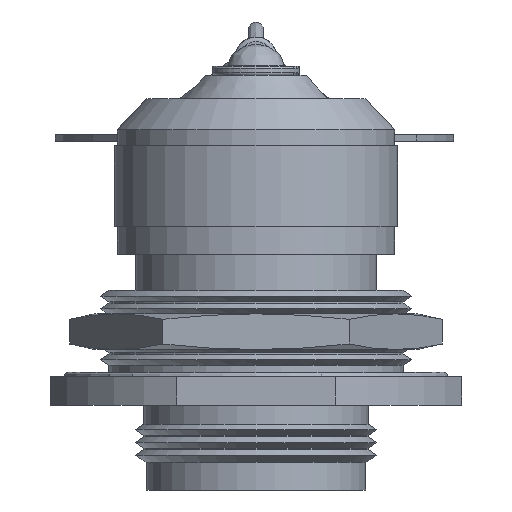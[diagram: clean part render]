
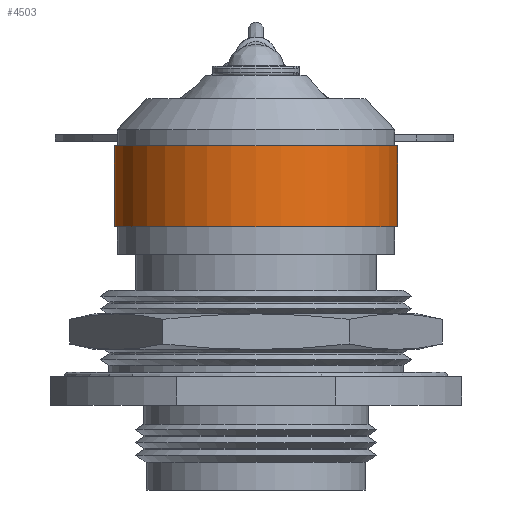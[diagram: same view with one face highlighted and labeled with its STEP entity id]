
A CAD part, front view. The second image highlights one B-rep face of the part: STEP entity #4503.
In plain terms, the highlighted cylindrical face has radius 15.875 mm (diameter 31.75 mm), a full revolution.
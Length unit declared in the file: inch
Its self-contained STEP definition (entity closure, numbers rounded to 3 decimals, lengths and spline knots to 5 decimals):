
#3 = DIRECTION ( 'NONE',  ( 0., 0., 1. ) ) ;
#858 = AXIS2_PLACEMENT_3D ( 'NONE', #4216, #3164, #3 ) ;
#985 = EDGE_CURVE ( 'NONE', #7661, #7661, #5197, .T. ) ;
#1750 = CARTESIAN_POINT ( 'NONE',  ( 0., 0.47805, 0.625 ) ) ;
#1978 = ORIENTED_EDGE ( 'NONE', *, *, #985, .F. ) ;
#2818 = CARTESIAN_POINT ( 'NONE',  ( 0., 0.12205, 0.625 ) ) ;
#3164 = DIRECTION ( 'NONE',  ( 0., 1., 0. ) ) ;
#3409 = AXIS2_PLACEMENT_3D ( 'NONE', #4183, #11196, #5193 ) ;
#3654 = FACE_OUTER_BOUND ( 'NONE', #9562, .T. ) ;
#4183 = CARTESIAN_POINT ( 'NONE',  ( 0., 0.12205, 0. ) ) ;
#4216 = CARTESIAN_POINT ( 'NONE',  ( 0., 0.789, 0. ) ) ;
#4251 = EDGE_CURVE ( 'NONE', #6722, #6722, #4580, .T. ) ;
#4503 = ADVANCED_FACE ( 'NONE', ( #9464, #3654 ), #11964, .T. ) ;
#4580 = CIRCLE ( 'NONE', #3409, 0.625 ) ;
#5193 = DIRECTION ( 'NONE',  ( 0., 0., 1. ) ) ;
#5197 = CIRCLE ( 'NONE', #11336, 0.625 ) ;
#5781 = ORIENTED_EDGE ( 'NONE', *, *, #4251, .T. ) ;
#6722 = VERTEX_POINT ( 'NONE', #2818 ) ;
#7661 = VERTEX_POINT ( 'NONE', #1750 ) ;
#7748 = EDGE_LOOP ( 'NONE', ( #1978 ) ) ;
#8973 = DIRECTION ( 'NONE',  ( 0., 0., 1. ) ) ;
#9464 = FACE_OUTER_BOUND ( 'NONE', #7748, .T. ) ;
#9562 = EDGE_LOOP ( 'NONE', ( #5781 ) ) ;
#9800 = DIRECTION ( 'NONE',  ( 0., 1., 0. ) ) ;
#9843 = CARTESIAN_POINT ( 'NONE',  ( 0., 0.47805, 0. ) ) ;
#11196 = DIRECTION ( 'NONE',  ( 0., 1., 0. ) ) ;
#11336 = AXIS2_PLACEMENT_3D ( 'NONE', #9843, #9800, #8973 ) ;
#11964 = CYLINDRICAL_SURFACE ( 'NONE', #858, 0.625 ) ;
